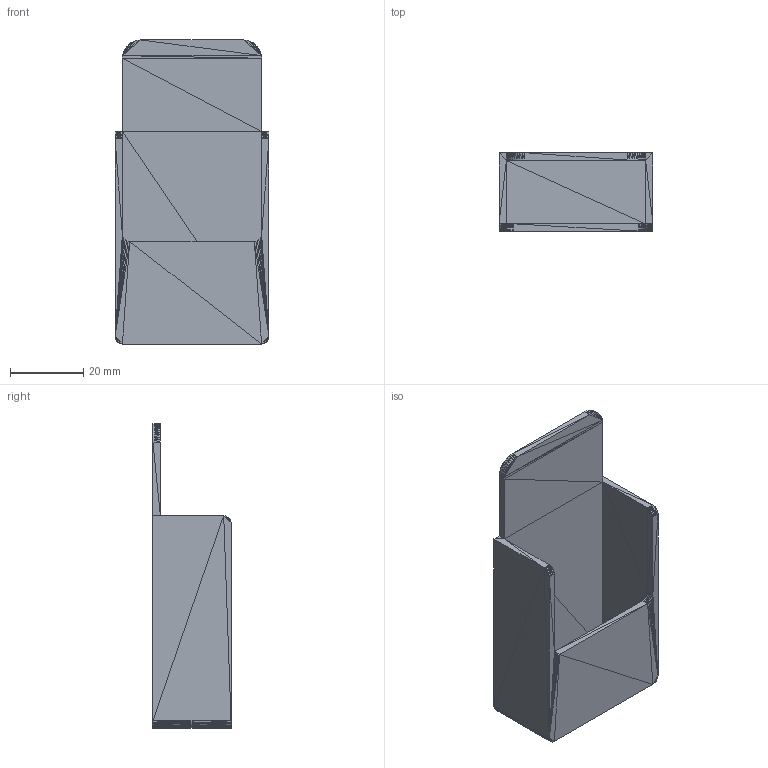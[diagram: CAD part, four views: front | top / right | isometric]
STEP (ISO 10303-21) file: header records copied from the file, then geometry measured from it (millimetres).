
FILE_DESCRIPTION((' Model'),'2;1');
FILE_NAME(' Shape Model','2024-12-10T01:54:11',(''),( ''),' ','','Unknown');
FILE_SCHEMA(('AUTOMOTIVE_DESIGN { 1 0 10303 214 1 1 1 1 }'));
Length unit declared in the file: millimetre
Products named in the file (1):  STEP translator 7.5 1
Bounding box: 42 x 21.3 x 83 mm (x, y, z)
Surface area: 15088 mm2 (no closed solid volume)
Topology: 0 solids, 1 shells, 352 faces, 528 edges, 178 vertices
Faces by surface type: plane 352
Entity records: 13222 total; most frequent: CARTESIAN_POINT 2643, DIRECTION 1762, ORIENTED_EDGE 1056, LINE 1056, VECTOR 1056, PCURVE 1056, DEFINITIONAL_REPRESENTATION 1056, EDGE_CURVE 528
